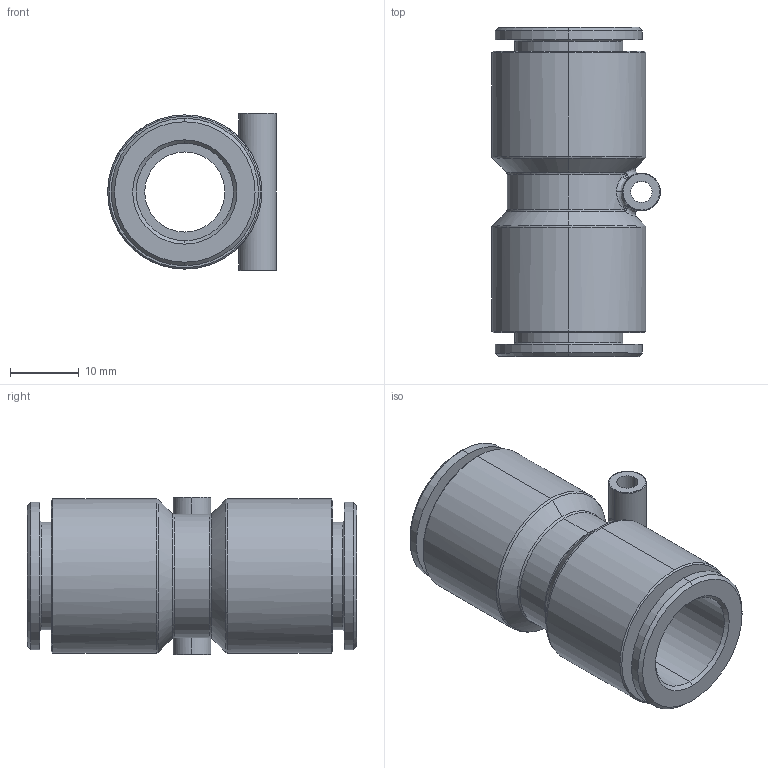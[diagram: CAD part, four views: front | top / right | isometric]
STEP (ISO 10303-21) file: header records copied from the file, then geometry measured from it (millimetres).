
FILE_DESCRIPTION(( 'RT.25.14.00.STEP' ), '1');
FILE_NAME( 'RT.25.14.00.STEP', '2018-10-08T15:36:40',( 'Sopra'),('sopra-pneumatic.com'), 'SwSTEP 2.0','SolidWorks 2009','' );
FILE_SCHEMA (( 'CONFIG_CONTROL_DESIGN' ));
Length unit declared in the file: millimetre
Products named in the file (1): B0150070
Bounding box: 24.6 x 48 x 23 mm (x, y, z)
Volume: 10035.4 mm3; surface area: 7137 mm2
Topology: 1 solids, 1 shells, 83 faces, 191 edges, 116 vertices
Faces by surface type: bspline 28, cylinder 25, cone 20, plane 10
Entity records: 4159 total; most frequent: CARTESIAN_POINT 2295, ORIENTED_EDGE 382, DIRECTION 367, EDGE_CURVE 191, AXIS2_PLACEMENT_3D 161, VERTEX_POINT 116, CIRCLE 105, EDGE_LOOP 93
